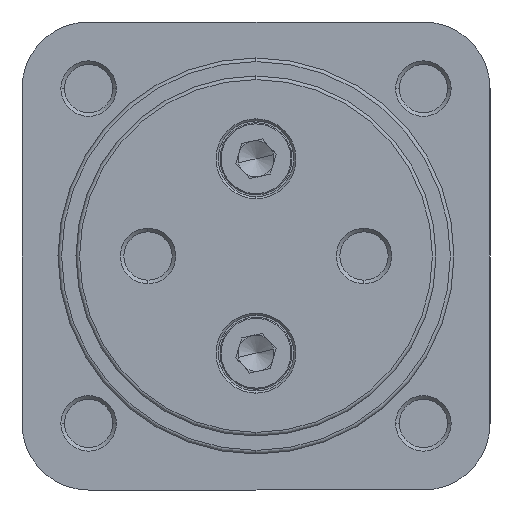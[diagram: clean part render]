
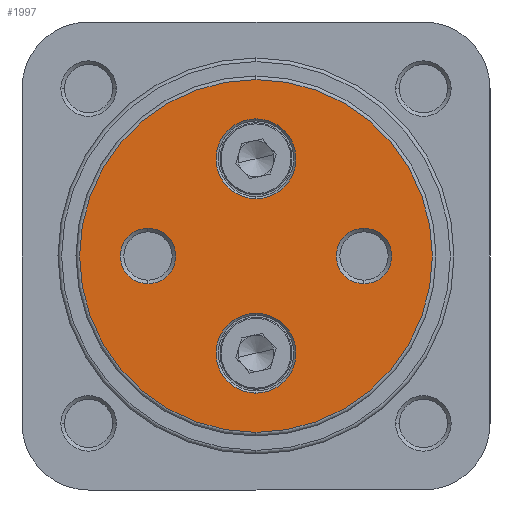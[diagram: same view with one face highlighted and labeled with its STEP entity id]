
A CAD part, left-side view. The second image highlights one B-rep face of the part: STEP entity #1997.
In plain terms, the highlighted planar face has unit normal (-1, 0, 0).
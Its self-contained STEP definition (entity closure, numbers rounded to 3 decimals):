
#262 = CARTESIAN_POINT ( 'NONE',  ( 0., 0., -24.5 ) ) ;
#266 = CARTESIAN_POINT ( 'NONE',  ( 0., 0., 24.5 ) ) ;
#292 = CARTESIAN_POINT ( 'NONE',  ( 0., 0., 7.95 ) ) ;
#294 = CARTESIAN_POINT ( 'NONE',  ( 0., 0., 19.05 ) ) ;
#297 = CARTESIAN_POINT ( 'NONE',  ( 0., 0., -19.05 ) ) ;
#300 = CARTESIAN_POINT ( 'NONE',  ( 0., 0., -7.95 ) ) ;
#336 = CARTESIAN_POINT ( 'NONE',  ( 0., 15., -3.85 ) ) ;
#339 = CARTESIAN_POINT ( 'NONE',  ( 0., 15., 3.85 ) ) ;
#343 = CARTESIAN_POINT ( 'NONE',  ( 0., -15., -3.85 ) ) ;
#344 = CARTESIAN_POINT ( 'NONE',  ( 0., -15., 3.85 ) ) ;
#813 = VERTEX_POINT ( 'NONE', #344 ) ;
#814 = VERTEX_POINT ( 'NONE', #343 ) ;
#817 = VERTEX_POINT ( 'NONE', #339 ) ;
#818 = VERTEX_POINT ( 'NONE', #336 ) ;
#845 = VERTEX_POINT ( 'NONE', #300 ) ;
#846 = VERTEX_POINT ( 'NONE', #297 ) ;
#849 = VERTEX_POINT ( 'NONE', #294 ) ;
#850 = VERTEX_POINT ( 'NONE', #292 ) ;
#870 = VERTEX_POINT ( 'NONE', #266 ) ;
#872 = VERTEX_POINT ( 'NONE', #262 ) ;
#918 = ORIENTED_EDGE ( 'NONE', *, *, #3132, .T. ) ;
#923 = ORIENTED_EDGE ( 'NONE', *, *, #3116, .T. ) ;
#928 = ORIENTED_EDGE ( 'NONE', *, *, #2911, .T. ) ;
#932 = ORIENTED_EDGE ( 'NONE', *, *, #2823, .T. ) ;
#934 = ORIENTED_EDGE ( 'NONE', *, *, #3123, .T. ) ;
#936 = ORIENTED_EDGE ( 'NONE', *, *, #2864, .T. ) ;
#946 = ORIENTED_EDGE ( 'NONE', *, *, #2892, .T. ) ;
#954 = ORIENTED_EDGE ( 'NONE', *, *, #3114, .T. ) ;
#959 = ORIENTED_EDGE ( 'NONE', *, *, #3126, .T. ) ;
#961 = ORIENTED_EDGE ( 'NONE', *, *, #2857, .T. ) ;
#1389 = EDGE_LOOP ( 'NONE', ( #946, #923 ) ) ;
#1390 = EDGE_LOOP ( 'NONE', ( #961, #918 ) ) ;
#1391 = EDGE_LOOP ( 'NONE', ( #932, #959 ) ) ;
#1392 = EDGE_LOOP ( 'NONE', ( #954, #928 ) ) ;
#1394 = EDGE_LOOP ( 'NONE', ( #936, #934 ) ) ;
#1997 = ADVANCED_FACE ( 'NONE', ( #3769, #3778, #3782, #3785, #3774 ), #4957, .F. ) ;
#2823 = EDGE_CURVE ( 'NONE', #817, #818, #5708, .T. ) ;
#2857 = EDGE_CURVE ( 'NONE', #813, #814, #5736, .T. ) ;
#2864 = EDGE_CURVE ( 'NONE', #849, #850, #5739, .T. ) ;
#2892 = EDGE_CURVE ( 'NONE', #845, #846, #5755, .T. ) ;
#2911 = EDGE_CURVE ( 'NONE', #870, #872, #5767, .T. ) ;
#3114 = EDGE_CURVE ( 'NONE', #872, #870, #5947, .T. ) ;
#3116 = EDGE_CURVE ( 'NONE', #846, #845, #5948, .T. ) ;
#3123 = EDGE_CURVE ( 'NONE', #850, #849, #5951, .T. ) ;
#3126 = EDGE_CURVE ( 'NONE', #818, #817, #5953, .T. ) ;
#3132 = EDGE_CURVE ( 'NONE', #814, #813, #5961, .T. ) ;
#3769 = FACE_OUTER_BOUND ( 'NONE', #1392, .T. ) ;
#3774 = FACE_BOUND ( 'NONE', #1391, .T. ) ;
#3778 = FACE_BOUND ( 'NONE', #1389, .T. ) ;
#3782 = FACE_BOUND ( 'NONE', #1394, .T. ) ;
#3785 = FACE_BOUND ( 'NONE', #1390, .T. ) ;
#4115 = AXIS2_PLACEMENT_3D ( 'NONE', #4944, #4960, #4961 ) ;
#4206 = AXIS2_PLACEMENT_3D ( 'NONE', #5276, #5277, #5278 ) ;
#4217 = AXIS2_PLACEMENT_3D ( 'NONE', #5331, #5332, #5333 ) ;
#4219 = AXIS2_PLACEMENT_3D ( 'NONE', #5334, #5340, #5341 ) ;
#4231 = AXIS2_PLACEMENT_3D ( 'NONE', #5376, #5377, #5378 ) ;
#4237 = AXIS2_PLACEMENT_3D ( 'NONE', #5400, #5401, #5402 ) ;
#4944 = CARTESIAN_POINT ( 'NONE',  ( 0., 0., 0. ) ) ;
#4957 = PLANE ( 'NONE',  #4115 ) ;
#4960 = DIRECTION ( 'NONE',  ( 1., 0., 0. ) ) ;
#4961 = DIRECTION ( 'NONE',  ( 0., 0., -1. ) ) ;
#5276 = CARTESIAN_POINT ( 'NONE',  ( 0., 15., 0. ) ) ;
#5277 = DIRECTION ( 'NONE',  ( 1., 0., 0. ) ) ;
#5278 = DIRECTION ( 'NONE',  ( 0., 0., -1. ) ) ;
#5331 = CARTESIAN_POINT ( 'NONE',  ( 0., -15., 0. ) ) ;
#5332 = DIRECTION ( 'NONE',  ( 1., 0., 0. ) ) ;
#5333 = DIRECTION ( 'NONE',  ( 0., 0., -1. ) ) ;
#5334 = CARTESIAN_POINT ( 'NONE',  ( 0., 0., 13.5 ) ) ;
#5340 = DIRECTION ( 'NONE',  ( 1., 0., 0. ) ) ;
#5341 = DIRECTION ( 'NONE',  ( 0., 0., -1. ) ) ;
#5376 = CARTESIAN_POINT ( 'NONE',  ( 0., 0., -13.5 ) ) ;
#5377 = DIRECTION ( 'NONE',  ( 1., 0., 0. ) ) ;
#5378 = DIRECTION ( 'NONE',  ( 0., 0., -1. ) ) ;
#5400 = CARTESIAN_POINT ( 'NONE',  ( 0., 0., 0. ) ) ;
#5401 = DIRECTION ( 'NONE',  ( -1., 0., 0. ) ) ;
#5402 = DIRECTION ( 'NONE',  ( 0., 0., -1. ) ) ;
#5708 = CIRCLE ( 'NONE', #4206, 3.85 ) ;
#5736 = CIRCLE ( 'NONE', #4217, 3.85 ) ;
#5739 = CIRCLE ( 'NONE', #4219, 5.55 ) ;
#5755 = CIRCLE ( 'NONE', #4231, 5.55 ) ;
#5767 = CIRCLE ( 'NONE', #4237, 24.5 ) ;
#5947 = CIRCLE ( 'NONE', #7756, 24.5 ) ;
#5948 = CIRCLE ( 'NONE', #7757, 5.55 ) ;
#5951 = CIRCLE ( 'NONE', #7759, 5.55 ) ;
#5953 = CIRCLE ( 'NONE', #7761, 3.85 ) ;
#5961 = CIRCLE ( 'NONE', #7767, 3.85 ) ;
#6717 = CARTESIAN_POINT ( 'NONE',  ( 0., 0., 0. ) ) ;
#6721 = CARTESIAN_POINT ( 'NONE',  ( 0., 0., -13.5 ) ) ;
#6725 = DIRECTION ( 'NONE',  ( -1., 0., 0. ) ) ;
#6726 = DIRECTION ( 'NONE',  ( 0., 0., -1. ) ) ;
#6728 = DIRECTION ( 'NONE',  ( 1., 0., 0. ) ) ;
#6729 = DIRECTION ( 'NONE',  ( 0., 0., -1. ) ) ;
#6734 = CARTESIAN_POINT ( 'NONE',  ( 0., 0., 13.5 ) ) ;
#6735 = CARTESIAN_POINT ( 'NONE',  ( 0., 15., 0. ) ) ;
#6736 = DIRECTION ( 'NONE',  ( 1., 0., 0. ) ) ;
#6737 = DIRECTION ( 'NONE',  ( 0., 0., -1. ) ) ;
#6741 = DIRECTION ( 'NONE',  ( 1., 0., 0. ) ) ;
#6742 = DIRECTION ( 'NONE',  ( 0., 0., -1. ) ) ;
#6753 = CARTESIAN_POINT ( 'NONE',  ( 0., -15., 0. ) ) ;
#6760 = DIRECTION ( 'NONE',  ( 1., 0., 0. ) ) ;
#6761 = DIRECTION ( 'NONE',  ( 0., 0., -1. ) ) ;
#7756 = AXIS2_PLACEMENT_3D ( 'NONE', #6717, #6725, #6726 ) ;
#7757 = AXIS2_PLACEMENT_3D ( 'NONE', #6721, #6728, #6729 ) ;
#7759 = AXIS2_PLACEMENT_3D ( 'NONE', #6734, #6736, #6737 ) ;
#7761 = AXIS2_PLACEMENT_3D ( 'NONE', #6735, #6741, #6742 ) ;
#7767 = AXIS2_PLACEMENT_3D ( 'NONE', #6753, #6760, #6761 ) ;
